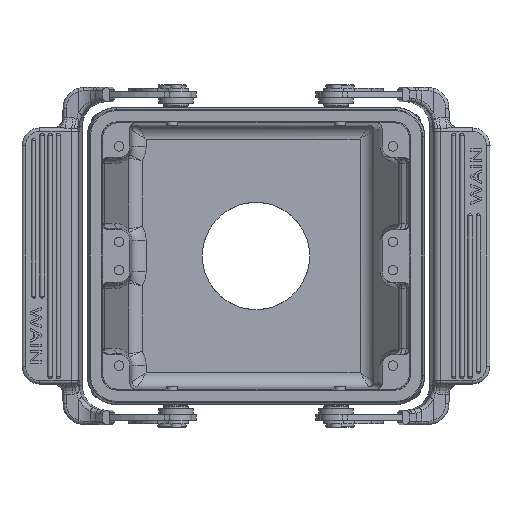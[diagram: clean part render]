
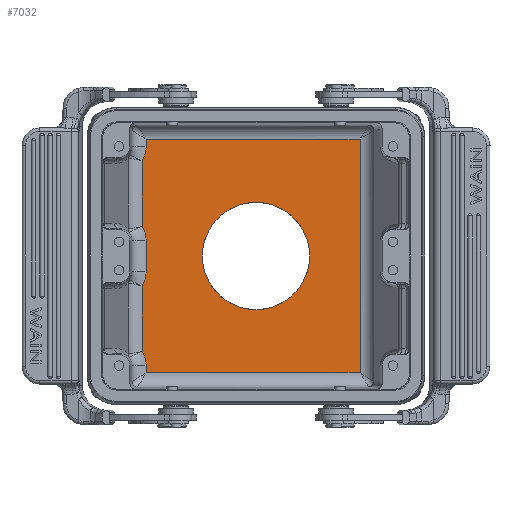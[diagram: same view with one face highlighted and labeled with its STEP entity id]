
A CAD part, front view. The second image highlights one B-rep face of the part: STEP entity #7032.
In plain terms, the highlighted planar face has unit normal (0, -1, 0).
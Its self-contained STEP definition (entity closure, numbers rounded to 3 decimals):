
#7032=ADVANCED_FACE('',(#9587,#9588),#8643,.F.);
#8643=PLANE('',#34502);
#9587=FACE_BOUND('',#10181,.T.);
#9588=FACE_BOUND('',#10182,.T.);
#10181=EDGE_LOOP('',(#17731));
#10182=EDGE_LOOP('',(#17732,#17733,#17734,#17735,#17736,#17737,#17738,#17739,
#17740,#17741,#17742,#17743));
#12206=LINE('',#55356,#14571);
#12208=LINE('',#55364,#14573);
#12213=LINE('',#55644,#14578);
#12285=LINE('',#56317,#14650);
#12286=LINE('',#56321,#14651);
#12287=LINE('',#56323,#14652);
#12288=LINE('',#56325,#14653);
#12289=LINE('',#56327,#14654);
#14571=VECTOR('',#37941,1.);
#14573=VECTOR('',#37949,1.);
#14578=VECTOR('',#37976,1.);
#14650=VECTOR('',#38270,1.);
#14651=VECTOR('',#38273,1.);
#14652=VECTOR('',#38274,1.);
#14653=VECTOR('',#38275,1.);
#14654=VECTOR('',#38276,1.);
#17731=ORIENTED_EDGE('',*,*,#29062,.F.);
#17732=ORIENTED_EDGE('',*,*,#28918,.F.);
#17733=ORIENTED_EDGE('',*,*,#28914,.T.);
#17734=ORIENTED_EDGE('',*,*,#28894,.F.);
#17735=ORIENTED_EDGE('',*,*,#28904,.T.);
#17736=ORIENTED_EDGE('',*,*,#28890,.F.);
#17737=ORIENTED_EDGE('',*,*,#29061,.T.);
#17738=ORIENTED_EDGE('',*,*,#29063,.F.);
#17739=ORIENTED_EDGE('',*,*,#29064,.T.);
#17740=ORIENTED_EDGE('',*,*,#29065,.F.);
#17741=ORIENTED_EDGE('',*,*,#29066,.F.);
#17742=ORIENTED_EDGE('',*,*,#29067,.F.);
#17743=ORIENTED_EDGE('',*,*,#29068,.F.);
#25889=VERTEX_POINT('',#55357);
#25890=VERTEX_POINT('',#55358);
#25892=VERTEX_POINT('',#55365);
#25893=VERTEX_POINT('',#55366);
#25902=VERTEX_POINT('',#55628);
#25905=VERTEX_POINT('',#55645);
#25987=VERTEX_POINT('',#56256);
#25988=VERTEX_POINT('',#56316);
#25989=VERTEX_POINT('',#56318);
#25990=VERTEX_POINT('',#56320);
#25991=VERTEX_POINT('',#56322);
#25992=VERTEX_POINT('',#56324);
#25993=VERTEX_POINT('',#56326);
#28890=EDGE_CURVE('',#25889,#25890,#12206,.T.);
#28894=EDGE_CURVE('',#25892,#25893,#12208,.T.);
#28904=EDGE_CURVE('',#25892,#25890,#32931,.T.);
#28914=EDGE_CURVE('',#25902,#25893,#32933,.T.);
#28918=EDGE_CURVE('',#25902,#25905,#12213,.T.);
#29061=EDGE_CURVE('',#25889,#25987,#32975,.T.);
#29062=EDGE_CURVE('',#25988,#25988,#32976,.T.);
#29063=EDGE_CURVE('',#25989,#25987,#12285,.T.);
#29064=EDGE_CURVE('',#25989,#25990,#32977,.T.);
#29065=EDGE_CURVE('',#25991,#25990,#12286,.T.);
#29066=EDGE_CURVE('',#25992,#25991,#12287,.T.);
#29067=EDGE_CURVE('',#25993,#25992,#12288,.T.);
#29068=EDGE_CURVE('',#25905,#25993,#12289,.T.);
#32931=CIRCLE('',#34381,7.646);
#32933=CIRCLE('',#34387,7.646);
#32975=CIRCLE('',#34498,7.646);
#32976=CIRCLE('',#34500,15.2);
#32977=CIRCLE('',#34501,7.646);
#34381=AXIS2_PLACEMENT_3D('',#55511,#37955,#37956);
#34387=AXIS2_PLACEMENT_3D('',#55627,#37969,#37970);
#34498=AXIS2_PLACEMENT_3D('',#56313,#38264,#38265);
#34500=AXIS2_PLACEMENT_3D('',#56315,#38268,#38269);
#34501=AXIS2_PLACEMENT_3D('',#56319,#38271,#38272);
#34502=AXIS2_PLACEMENT_3D('',#56328,#38277,#38278);
#37941=DIRECTION('',(0.,0.,1.));
#37949=DIRECTION('',(0.,0.,1.));
#37955=DIRECTION('',(0.,1.,0.));
#37956=DIRECTION('',(0.,0.,1.));
#37969=DIRECTION('',(0.,1.,0.));
#37970=DIRECTION('',(0.,0.,1.));
#37976=DIRECTION('',(0.,0.,1.));
#38264=DIRECTION('',(0.,1.,0.));
#38265=DIRECTION('',(0.,0.,1.));
#38268=DIRECTION('',(0.,-1.,0.));
#38269=DIRECTION('',(1.,0.,0.));
#38270=DIRECTION('',(0.,0.,1.));
#38271=DIRECTION('',(0.,1.,0.));
#38272=DIRECTION('',(0.,0.,1.));
#38273=DIRECTION('',(0.,0.,1.));
#38274=DIRECTION('',(-1.,0.,0.));
#38275=DIRECTION('',(0.,0.,-1.));
#38276=DIRECTION('',(1.,0.,0.));
#38277=DIRECTION('',(0.,1.,0.));
#38278=DIRECTION('',(-1.,0.,0.));
#55356=CARTESIAN_POINT('',(-31.104,40.,-4.4));
#55357=CARTESIAN_POINT('',(-31.104,40.,-4.4));
#55358=CARTESIAN_POINT('',(-31.104,40.,4.4));
#55364=CARTESIAN_POINT('',(-32.225,40.,8.385));
#55365=CARTESIAN_POINT('',(-32.225,40.,8.385));
#55366=CARTESIAN_POINT('',(-32.225,40.,27.015));
#55511=CARTESIAN_POINT('',(-38.75,40.,4.4));
#55627=CARTESIAN_POINT('',(-38.75,40.,31.));
#55628=CARTESIAN_POINT('',(-31.104,40.,31.));
#55644=CARTESIAN_POINT('',(-31.104,40.,31.));
#55645=CARTESIAN_POINT('',(-31.104,40.,33.104));
#56256=CARTESIAN_POINT('',(-32.225,40.,-8.385));
#56313=CARTESIAN_POINT('',(-38.75,40.,-4.4));
#56315=CARTESIAN_POINT('',(0.,40.,0.));
#56316=CARTESIAN_POINT('',(15.2,40.,0.));
#56317=CARTESIAN_POINT('',(-32.225,40.,-27.015));
#56318=CARTESIAN_POINT('',(-32.225,40.,-27.015));
#56319=CARTESIAN_POINT('',(-38.75,40.,-31.));
#56320=CARTESIAN_POINT('',(-31.104,40.,-31.));
#56321=CARTESIAN_POINT('',(-31.104,40.,-33.104));
#56322=CARTESIAN_POINT('',(-31.104,40.,-33.104));
#56323=CARTESIAN_POINT('',(32.925,40.,-33.104));
#56324=CARTESIAN_POINT('',(29.448,40.,-33.104));
#56325=CARTESIAN_POINT('',(29.448,40.,-37.75));
#56326=CARTESIAN_POINT('',(29.448,40.,33.104));
#56327=CARTESIAN_POINT('',(35.75,40.,33.104));
#56328=CARTESIAN_POINT('',(32.925,40.,-37.75));
